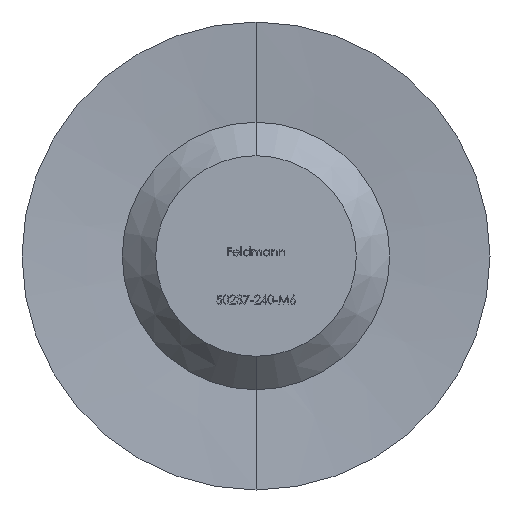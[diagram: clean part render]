
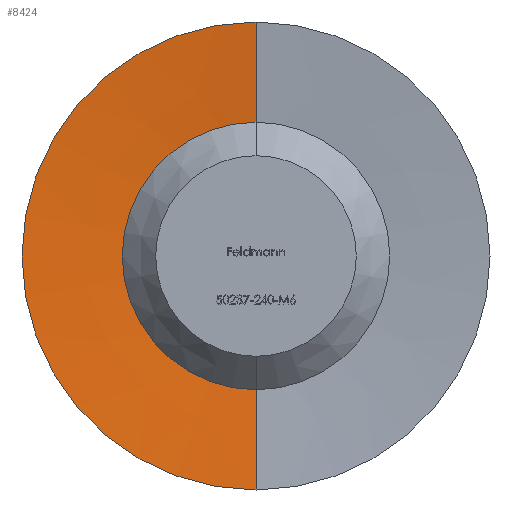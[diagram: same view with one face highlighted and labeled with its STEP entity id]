
A CAD part, front view. The second image highlights one B-rep face of the part: STEP entity #8424.
In plain terms, the highlighted conical face has half-angle 85 degrees and reference radius 3.272 mm.
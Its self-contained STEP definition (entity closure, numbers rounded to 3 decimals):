
#205 = CARTESIAN_POINT ( 'NONE',  ( 0., 0.326, -3.272 ) ) ;
#407 = VECTOR ( 'NONE', #2388, 1000. ) ;
#608 = EDGE_CURVE ( 'NONE', #4471, #13364, #6409, .T. ) ;
#1429 = DIRECTION ( 'NONE',  ( 0., -1., 0. ) ) ;
#1509 = CIRCLE ( 'NONE', #14529, 7. ) ;
#2388 = DIRECTION ( 'NONE',  ( 0., -0.087, -0.996 ) ) ;
#2917 = CARTESIAN_POINT ( 'NONE',  ( 0., 0.326, 3.272 ) ) ;
#3149 = ORIENTED_EDGE ( 'NONE', *, *, #3324, .T. ) ;
#3324 = EDGE_CURVE ( 'NONE', #3368, #12123, #3577, .T. ) ;
#3368 = VERTEX_POINT ( 'NONE', #10803 ) ;
#3577 = LINE ( 'NONE', #2917, #8600 ) ;
#4154 = CONICAL_SURFACE ( 'NONE', #11759, 3.272, 1.484 ) ;
#4262 = EDGE_CURVE ( 'NONE', #3368, #4471, #6032, .T. ) ;
#4471 = VERTEX_POINT ( 'NONE', #205 ) ;
#4566 = CARTESIAN_POINT ( 'NONE',  ( 0., 0.326, -3.272 ) ) ;
#5113 = DIRECTION ( 'NONE',  ( 0., -0.087, 0.996 ) ) ;
#5193 = CARTESIAN_POINT ( 'NONE',  ( 0., 0., -7. ) ) ;
#5325 = EDGE_LOOP ( 'NONE', ( #11034, #3149, #14154, #11672 ) ) ;
#5893 = AXIS2_PLACEMENT_3D ( 'NONE', #10661, #1429, #9429 ) ;
#6032 = CIRCLE ( 'NONE', #5893, 3.272 ) ;
#6409 = LINE ( 'NONE', #4566, #407 ) ;
#7310 = CARTESIAN_POINT ( 'NONE',  ( 0., 0.326, 0. ) ) ;
#7470 = DIRECTION ( 'NONE',  ( 0., 0., -1. ) ) ;
#8424 = ADVANCED_FACE ( 'NONE', ( #12314 ), #4154, .F. ) ;
#8600 = VECTOR ( 'NONE', #5113, 1000. ) ;
#8949 = CARTESIAN_POINT ( 'NONE',  ( 0., 0., 7. ) ) ;
#9429 = DIRECTION ( 'NONE',  ( 0., 0., -1. ) ) ;
#9768 = DIRECTION ( 'NONE',  ( 0., -1., 0. ) ) ;
#10661 = CARTESIAN_POINT ( 'NONE',  ( 0., 0.326, 0. ) ) ;
#10737 = CARTESIAN_POINT ( 'NONE',  ( 0., 0., 0. ) ) ;
#10783 = DIRECTION ( 'NONE',  ( 0., 0., -1. ) ) ;
#10803 = CARTESIAN_POINT ( 'NONE',  ( 0., 0.326, 3.272 ) ) ;
#11034 = ORIENTED_EDGE ( 'NONE', *, *, #4262, .F. ) ;
#11672 = ORIENTED_EDGE ( 'NONE', *, *, #608, .F. ) ;
#11711 = EDGE_CURVE ( 'NONE', #12123, #13364, #1509, .T. ) ;
#11759 = AXIS2_PLACEMENT_3D ( 'NONE', #7310, #13081, #7470 ) ;
#12123 = VERTEX_POINT ( 'NONE', #8949 ) ;
#12314 = FACE_OUTER_BOUND ( 'NONE', #5325, .T. ) ;
#13081 = DIRECTION ( 'NONE',  ( 0., -1., 0. ) ) ;
#13364 = VERTEX_POINT ( 'NONE', #5193 ) ;
#14154 = ORIENTED_EDGE ( 'NONE', *, *, #11711, .T. ) ;
#14529 = AXIS2_PLACEMENT_3D ( 'NONE', #10737, #9768, #10783 ) ;
